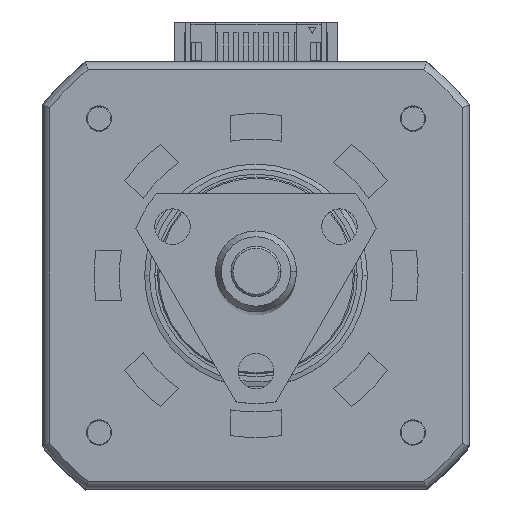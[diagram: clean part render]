
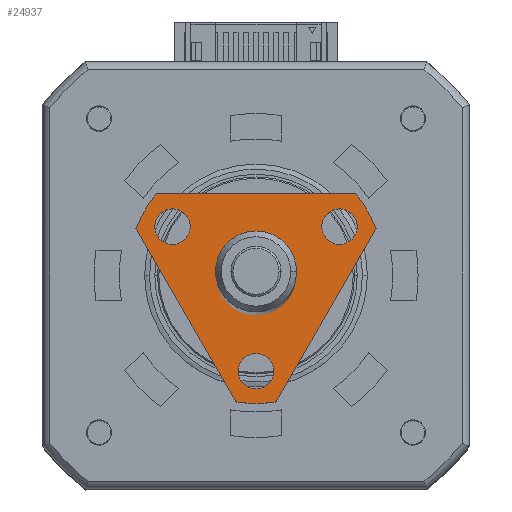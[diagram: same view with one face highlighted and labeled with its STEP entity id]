
A CAD part, top view. The second image highlights one B-rep face of the part: STEP entity #24937.
In plain terms, the highlighted planar face has unit normal (0, 0, 1).
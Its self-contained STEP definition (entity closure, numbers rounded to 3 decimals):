
#16 = EDGE_LOOP ( 'NONE', ( #17214, #10259 ) ) ;
#82 = VERTEX_POINT ( 'NONE', #201 ) ;
#86 = ORIENTED_EDGE ( 'NONE', *, *, #26538, .F. ) ;
#201 = CARTESIAN_POINT ( 'NONE',  ( 7.775, 0., 42.5 ) ) ;
#356 = VERTEX_POINT ( 'NONE', #21950 ) ;
#1715 = FACE_BOUND ( 'NONE', #16, .T. ) ;
#1960 = VERTEX_POINT ( 'NONE', #34391 ) ;
#2223 = DIRECTION ( 'NONE',  ( 0., 0., -1. ) ) ;
#2307 = DIRECTION ( 'NONE',  ( 0., 0., 1. ) ) ;
#2586 = ORIENTED_EDGE ( 'NONE', *, *, #20569, .F. ) ;
#2878 = LINE ( 'NONE', #25811, #13072 ) ;
#2962 = CARTESIAN_POINT ( 'NONE',  ( 9.525, 0., 42.5 ) ) ;
#3089 = VERTEX_POINT ( 'NONE', #32241 ) ;
#3242 = AXIS2_PLACEMENT_3D ( 'NONE', #18975, #10887, #36286 ) ;
#3950 = AXIS2_PLACEMENT_3D ( 'NONE', #23907, #23532, #26773 ) ;
#4886 = CARTESIAN_POINT ( 'NONE',  ( 0., 0., 42.5 ) ) ;
#5333 = VERTEX_POINT ( 'NONE', #10393 ) ;
#5531 = DIRECTION ( 'NONE',  ( 1., 0., 0. ) ) ;
#5533 = AXIS2_PLACEMENT_3D ( 'NONE', #19697, #16743, #5531 ) ;
#5546 = CIRCLE ( 'NONE', #30511, 1.75 ) ;
#5729 = DIRECTION ( 'NONE',  ( -1., 0., 0. ) ) ;
#5908 = DIRECTION ( 'NONE',  ( 0., 0., -1. ) ) ;
#6174 = AXIS2_PLACEMENT_3D ( 'NONE', #35747, #15850, #26780 ) ;
#6205 = CIRCLE ( 'NONE', #26241, 1.75 ) ;
#6382 = DIRECTION ( 'NONE',  ( 0., 1., 0. ) ) ;
#6892 = VERTEX_POINT ( 'NONE', #25355 ) ;
#7772 = ORIENTED_EDGE ( 'NONE', *, *, #23448, .T. ) ;
#7907 = CIRCLE ( 'NONE', #12951, 1.75 ) ;
#8348 = DIRECTION ( 'NONE',  ( 0., 0., -1. ) ) ;
#8629 = CIRCLE ( 'NONE', #35516, 12.7 ) ;
#8704 = CARTESIAN_POINT ( 'NONE',  ( -8., 13.856, 42.5 ) ) ;
#9268 = AXIS2_PLACEMENT_3D ( 'NONE', #19687, #8348, #28299 ) ;
#9522 = EDGE_CURVE ( 'NONE', #82, #26860, #6205, .T. ) ;
#9931 = ORIENTED_EDGE ( 'NONE', *, *, #9522, .T. ) ;
#10145 = FACE_OUTER_BOUND ( 'NONE', #23215, .T. ) ;
#10150 = VERTEX_POINT ( 'NONE', #27817 ) ;
#10259 = ORIENTED_EDGE ( 'NONE', *, *, #36525, .T. ) ;
#10393 = CARTESIAN_POINT ( 'NONE',  ( -6.512, -8.249, 42.5 ) ) ;
#10425 = LINE ( 'NONE', #11363, #27331 ) ;
#10813 = DIRECTION ( 'NONE',  ( -1., 0., 0. ) ) ;
#10887 = DIRECTION ( 'NONE',  ( 0., 0., 1. ) ) ;
#10924 = ORIENTED_EDGE ( 'NONE', *, *, #36425, .F. ) ;
#10953 = ORIENTED_EDGE ( 'NONE', *, *, #31460, .T. ) ;
#11045 = FACE_BOUND ( 'NONE', #12498, .T. ) ;
#11157 = EDGE_CURVE ( 'NONE', #10150, #3089, #35537, .T. ) ;
#11363 = CARTESIAN_POINT ( 'NONE',  ( 16., 0., 42.5 ) ) ;
#11447 = CARTESIAN_POINT ( 'NONE',  ( -3., 0., 42.5 ) ) ;
#11520 = DIRECTION ( 'NONE',  ( 0., 0., -1. ) ) ;
#11876 = EDGE_CURVE ( 'NONE', #12586, #21712, #33137, .T. ) ;
#11899 = EDGE_CURVE ( 'NONE', #20492, #28238, #10425, .T. ) ;
#11965 = FACE_BOUND ( 'NONE', #31957, .T. ) ;
#12173 = ORIENTED_EDGE ( 'NONE', *, *, #15749, .F. ) ;
#12498 = EDGE_LOOP ( 'NONE', ( #10953, #7772 ) ) ;
#12586 = VERTEX_POINT ( 'NONE', #11447 ) ;
#12793 = VERTEX_POINT ( 'NONE', #15407 ) ;
#12951 = AXIS2_PLACEMENT_3D ( 'NONE', #27724, #13673, #10813 ) ;
#13057 = EDGE_CURVE ( 'NONE', #21712, #12586, #17894, .T. ) ;
#13072 = VECTOR ( 'NONE', #6382, 1000. ) ;
#13262 = ORIENTED_EDGE ( 'NONE', *, *, #20451, .T. ) ;
#13316 = LINE ( 'NONE', #8704, #18186 ) ;
#13380 = CARTESIAN_POINT ( 'NONE',  ( -8., 9.864, 42.5 ) ) ;
#13590 = CIRCLE ( 'NONE', #9268, 1.75 ) ;
#13637 = DIRECTION ( 'NONE',  ( 1., 0., 0. ) ) ;
#13673 = DIRECTION ( 'NONE',  ( 0., 0., -1. ) ) ;
#14070 = CARTESIAN_POINT ( 'NONE',  ( -4.542, -11.86, 42.5 ) ) ;
#14162 = FACE_BOUND ( 'NONE', #21884, .T. ) ;
#14386 = CARTESIAN_POINT ( 'NONE',  ( 12.542, -1.996, 42.5 ) ) ;
#15407 = CARTESIAN_POINT ( 'NONE',  ( -6.512, 8.249, 42.5 ) ) ;
#15749 = EDGE_CURVE ( 'NONE', #356, #10150, #13316, .T. ) ;
#15850 = DIRECTION ( 'NONE',  ( 0., 0., -1. ) ) ;
#15936 = CARTESIAN_POINT ( 'NONE',  ( -3.012, 8.249, 42.5 ) ) ;
#15971 = DIRECTION ( 'NONE',  ( 1., 0., 0. ) ) ;
#16374 = CARTESIAN_POINT ( 'NONE',  ( 0., 0., 42.5 ) ) ;
#16664 = DIRECTION ( 'NONE',  ( -1., 0., 0. ) ) ;
#16743 = DIRECTION ( 'NONE',  ( 0., 0., -1. ) ) ;
#16938 = DIRECTION ( 'NONE',  ( -0.866, -0.5, 0. ) ) ;
#17070 = VERTEX_POINT ( 'NONE', #13380 ) ;
#17214 = ORIENTED_EDGE ( 'NONE', *, *, #20240, .T. ) ;
#17717 = DIRECTION ( 'NONE',  ( -1., 0., 0. ) ) ;
#17894 = CIRCLE ( 'NONE', #3242, 3. ) ;
#18186 = VECTOR ( 'NONE', #28644, 1000. ) ;
#18975 = CARTESIAN_POINT ( 'NONE',  ( 0., 0., 42.5 ) ) ;
#19605 = ORIENTED_EDGE ( 'NONE', *, *, #20649, .F. ) ;
#19687 = CARTESIAN_POINT ( 'NONE',  ( -4.762, 8.249, 42.5 ) ) ;
#19697 = CARTESIAN_POINT ( 'NONE',  ( 0., 0., 42.5 ) ) ;
#20240 = EDGE_CURVE ( 'NONE', #12793, #32147, #13590, .T. ) ;
#20451 = EDGE_CURVE ( 'NONE', #26860, #82, #5546, .T. ) ;
#20492 = VERTEX_POINT ( 'NONE', #14386 ) ;
#20569 = EDGE_CURVE ( 'NONE', #3089, #20492, #23362, .T. ) ;
#20649 = EDGE_CURVE ( 'NONE', #17070, #356, #8629, .T. ) ;
#20719 = AXIS2_PLACEMENT_3D ( 'NONE', #31264, #25751, #5729 ) ;
#21712 = VERTEX_POINT ( 'NONE', #36045 ) ;
#21884 = EDGE_LOOP ( 'NONE', ( #9931, #13262 ) ) ;
#21950 = CARTESIAN_POINT ( 'NONE',  ( -4.542, 11.86, 42.5 ) ) ;
#22162 = DIRECTION ( 'NONE',  ( 1., 0., 0. ) ) ;
#22461 = AXIS2_PLACEMENT_3D ( 'NONE', #29064, #5908, #17717 ) ;
#23215 = EDGE_LOOP ( 'NONE', ( #19605, #10924, #86, #33053, #2586, #24466, #12173 ) ) ;
#23362 = CIRCLE ( 'NONE', #6174, 12.7 ) ;
#23448 = EDGE_CURVE ( 'NONE', #6892, #5333, #7907, .T. ) ;
#23532 = DIRECTION ( 'NONE',  ( 0., 0., -1. ) ) ;
#23781 = PLANE ( 'NONE',  #3950 ) ;
#23907 = CARTESIAN_POINT ( 'NONE',  ( 0., 0., 42.5 ) ) ;
#24201 = CIRCLE ( 'NONE', #22461, 1.75 ) ;
#24466 = ORIENTED_EDGE ( 'NONE', *, *, #11157, .F. ) ;
#24937 = ADVANCED_FACE ( 'NONE', ( #10145, #1715, #14162, #11045, #11965 ), #23781, .F. ) ;
#25078 = AXIS2_PLACEMENT_3D ( 'NONE', #36390, #2307, #22162 ) ;
#25355 = CARTESIAN_POINT ( 'NONE',  ( -3.012, -8.249, 42.5 ) ) ;
#25751 = DIRECTION ( 'NONE',  ( 0., 0., -1. ) ) ;
#25811 = CARTESIAN_POINT ( 'NONE',  ( -8., -13.856, 42.5 ) ) ;
#26241 = AXIS2_PLACEMENT_3D ( 'NONE', #27985, #30863, #16664 ) ;
#26538 = EDGE_CURVE ( 'NONE', #28238, #1960, #26911, .T. ) ;
#26773 = DIRECTION ( 'NONE',  ( -1., 0., 0. ) ) ;
#26780 = DIRECTION ( 'NONE',  ( 1., 0., 0. ) ) ;
#26860 = VERTEX_POINT ( 'NONE', #30455 ) ;
#26911 = CIRCLE ( 'NONE', #33521, 12.7 ) ;
#27331 = VECTOR ( 'NONE', #16938, 1000. ) ;
#27541 = ORIENTED_EDGE ( 'NONE', *, *, #13057, .F. ) ;
#27724 = CARTESIAN_POINT ( 'NONE',  ( -4.762, -8.249, 42.5 ) ) ;
#27817 = CARTESIAN_POINT ( 'NONE',  ( 12.542, 1.996, 42.5 ) ) ;
#27985 = CARTESIAN_POINT ( 'NONE',  ( 9.525, 0., 42.5 ) ) ;
#28238 = VERTEX_POINT ( 'NONE', #14070 ) ;
#28299 = DIRECTION ( 'NONE',  ( -1., 0., 0. ) ) ;
#28427 = DIRECTION ( 'NONE',  ( -1., 0., 0. ) ) ;
#28644 = DIRECTION ( 'NONE',  ( 0.866, -0.5, 0. ) ) ;
#29064 = CARTESIAN_POINT ( 'NONE',  ( -4.762, 8.249, 42.5 ) ) ;
#30455 = CARTESIAN_POINT ( 'NONE',  ( 11.275, 0., 42.5 ) ) ;
#30511 = AXIS2_PLACEMENT_3D ( 'NONE', #2962, #11520, #28427 ) ;
#30863 = DIRECTION ( 'NONE',  ( 0., 0., -1. ) ) ;
#31264 = CARTESIAN_POINT ( 'NONE',  ( -4.762, -8.249, 42.5 ) ) ;
#31460 = EDGE_CURVE ( 'NONE', #5333, #6892, #36336, .T. ) ;
#31957 = EDGE_LOOP ( 'NONE', ( #27541, #32162 ) ) ;
#32147 = VERTEX_POINT ( 'NONE', #15936 ) ;
#32162 = ORIENTED_EDGE ( 'NONE', *, *, #11876, .F. ) ;
#32241 = CARTESIAN_POINT ( 'NONE',  ( 12.7, 0., 42.5 ) ) ;
#33053 = ORIENTED_EDGE ( 'NONE', *, *, #11899, .F. ) ;
#33137 = CIRCLE ( 'NONE', #25078, 3. ) ;
#33144 = DIRECTION ( 'NONE',  ( 0., 0., -1. ) ) ;
#33521 = AXIS2_PLACEMENT_3D ( 'NONE', #16374, #2223, #13637 ) ;
#34391 = CARTESIAN_POINT ( 'NONE',  ( -8., -9.864, 42.5 ) ) ;
#35516 = AXIS2_PLACEMENT_3D ( 'NONE', #4886, #33144, #15971 ) ;
#35537 = CIRCLE ( 'NONE', #5533, 12.7 ) ;
#35747 = CARTESIAN_POINT ( 'NONE',  ( 0., 0., 42.5 ) ) ;
#36045 = CARTESIAN_POINT ( 'NONE',  ( 3., 0., 42.5 ) ) ;
#36286 = DIRECTION ( 'NONE',  ( 1., 0., 0. ) ) ;
#36336 = CIRCLE ( 'NONE', #20719, 1.75 ) ;
#36390 = CARTESIAN_POINT ( 'NONE',  ( 0., 0., 42.5 ) ) ;
#36425 = EDGE_CURVE ( 'NONE', #1960, #17070, #2878, .T. ) ;
#36525 = EDGE_CURVE ( 'NONE', #32147, #12793, #24201, .T. ) ;
